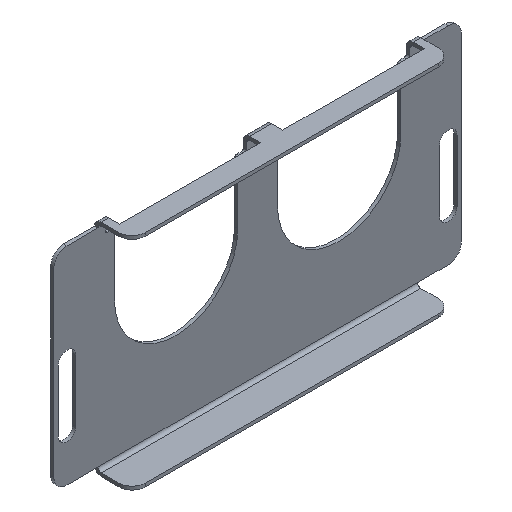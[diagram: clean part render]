
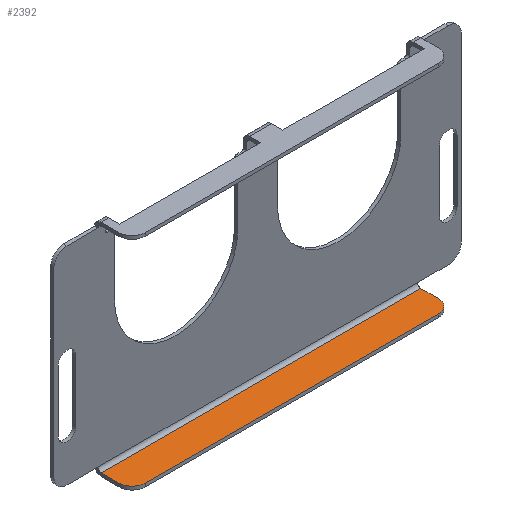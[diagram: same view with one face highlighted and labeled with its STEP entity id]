
A CAD part, isometric view. The second image highlights one B-rep face of the part: STEP entity #2392.
In plain terms, the highlighted planar face has unit normal (0, 0, 1).
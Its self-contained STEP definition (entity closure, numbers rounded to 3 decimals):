
#11 = VECTOR ( 'NONE', #2158, 1000. ) ;
#35 = EDGE_LOOP ( 'NONE', ( #763, #1524, #776, #2424, #1029, #2297 ) ) ;
#57 = LINE ( 'NONE', #1559, #11 ) ;
#65 = CARTESIAN_POINT ( 'NONE',  ( -92.5, -3., -48.5 ) ) ;
#88 = CARTESIAN_POINT ( 'NONE',  ( 66.5, -11., -48.5 ) ) ;
#209 = VERTEX_POINT ( 'NONE', #500 ) ;
#224 = VERTEX_POINT ( 'NONE', #1092 ) ;
#243 = EDGE_CURVE ( 'NONE', #209, #246, #959, .T. ) ;
#246 = VERTEX_POINT ( 'NONE', #1223 ) ;
#314 = FACE_OUTER_BOUND ( 'NONE', #35, .T. ) ;
#362 = CARTESIAN_POINT ( 'NONE',  ( 72.5, -3., -48.5 ) ) ;
#400 = LINE ( 'NONE', #65, #1671 ) ;
#442 = DIRECTION ( 'NONE',  ( 0., 1., 0. ) ) ;
#499 = CIRCLE ( 'NONE', #1901, 6. ) ;
#500 = CARTESIAN_POINT ( 'NONE',  ( 66.5, -17., -48.5 ) ) ;
#586 = CARTESIAN_POINT ( 'NONE',  ( -72.5, 0., -48.5 ) ) ;
#588 = VERTEX_POINT ( 'NONE', #362 ) ;
#676 = PLANE ( 'NONE',  #917 ) ;
#682 = EDGE_CURVE ( 'NONE', #224, #1515, #499, .T. ) ;
#685 = EDGE_CURVE ( 'NONE', #246, #588, #1571, .T. ) ;
#720 = EDGE_CURVE ( 'NONE', #1515, #209, #57, .T. ) ;
#763 = ORIENTED_EDGE ( 'NONE', *, *, #814, .T. ) ;
#776 = ORIENTED_EDGE ( 'NONE', *, *, #720, .T. ) ;
#791 = AXIS2_PLACEMENT_3D ( 'NONE', #88, #1423, #442 ) ;
#801 = CARTESIAN_POINT ( 'NONE',  ( -66.5, -17., -48.5 ) ) ;
#812 = CARTESIAN_POINT ( 'NONE',  ( -66.5, -11., -48.5 ) ) ;
#814 = EDGE_CURVE ( 'NONE', #1654, #224, #1389, .T. ) ;
#851 = EDGE_CURVE ( 'NONE', #1654, #588, #400, .T. ) ;
#917 = AXIS2_PLACEMENT_3D ( 'NONE', #1254, #1465, #2009 ) ;
#959 = CIRCLE ( 'NONE', #791, 6. ) ;
#996 = DIRECTION ( 'NONE',  ( 0., -1., 0. ) ) ;
#1029 = ORIENTED_EDGE ( 'NONE', *, *, #685, .T. ) ;
#1078 = CARTESIAN_POINT ( 'NONE',  ( -72.5, -3., -48.5 ) ) ;
#1092 = CARTESIAN_POINT ( 'NONE',  ( -72.5, -11., -48.5 ) ) ;
#1223 = CARTESIAN_POINT ( 'NONE',  ( 72.5, -11., -48.5 ) ) ;
#1254 = CARTESIAN_POINT ( 'NONE',  ( 0., 0., -48.5 ) ) ;
#1389 = LINE ( 'NONE', #586, #1738 ) ;
#1423 = DIRECTION ( 'NONE',  ( 0., 0., 1. ) ) ;
#1465 = DIRECTION ( 'NONE',  ( 0., 0., -1. ) ) ;
#1515 = VERTEX_POINT ( 'NONE', #801 ) ;
#1524 = ORIENTED_EDGE ( 'NONE', *, *, #682, .T. ) ;
#1545 = CARTESIAN_POINT ( 'NONE',  ( 72.5, 0., -48.5 ) ) ;
#1559 = CARTESIAN_POINT ( 'NONE',  ( 0., -17., -48.5 ) ) ;
#1571 = LINE ( 'NONE', #1545, #2099 ) ;
#1583 = DIRECTION ( 'NONE',  ( 0., 1., 0. ) ) ;
#1604 = DIRECTION ( 'NONE',  ( 1., 0., 0. ) ) ;
#1654 = VERTEX_POINT ( 'NONE', #1078 ) ;
#1671 = VECTOR ( 'NONE', #1604, 1000. ) ;
#1738 = VECTOR ( 'NONE', #996, 1000. ) ;
#1901 = AXIS2_PLACEMENT_3D ( 'NONE', #812, #2131, #1583 ) ;
#2009 = DIRECTION ( 'NONE',  ( 0., 1., 0. ) ) ;
#2099 = VECTOR ( 'NONE', #2332, 1000. ) ;
#2131 = DIRECTION ( 'NONE',  ( 0., 0., 1. ) ) ;
#2158 = DIRECTION ( 'NONE',  ( 1., 0., 0. ) ) ;
#2297 = ORIENTED_EDGE ( 'NONE', *, *, #851, .F. ) ;
#2332 = DIRECTION ( 'NONE',  ( 0., 1., 0. ) ) ;
#2392 = ADVANCED_FACE ( 'NONE', ( #314 ), #676, .F. ) ;
#2424 = ORIENTED_EDGE ( 'NONE', *, *, #243, .T. ) ;
